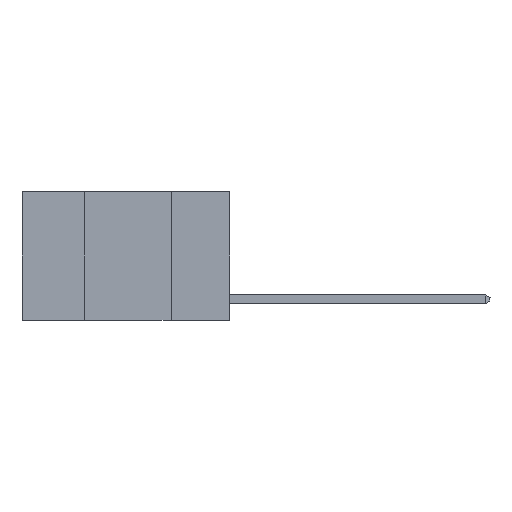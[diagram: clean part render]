
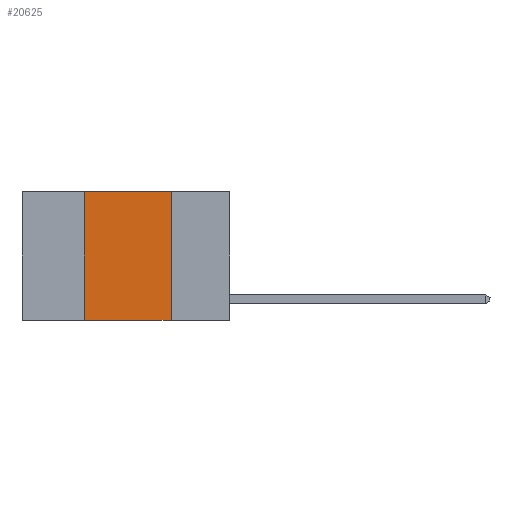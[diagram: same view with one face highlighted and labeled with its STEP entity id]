
A CAD part, left-side view. The second image highlights one B-rep face of the part: STEP entity #20625.
In plain terms, the highlighted planar face has unit normal (-1, 0, 0).
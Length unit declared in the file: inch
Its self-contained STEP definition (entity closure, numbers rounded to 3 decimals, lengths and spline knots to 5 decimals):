
#501 = EDGE_LOOP ( 'NONE', ( #11394, #6384, #26159, #15079 ) ) ;
#1304 = DIRECTION ( 'NONE',  ( 0., -1., 0. ) ) ;
#1434 = VERTEX_POINT ( 'NONE', #16593 ) ;
#2179 = DIRECTION ( 'NONE',  ( 1., 0., 0. ) ) ;
#2261 = VECTOR ( 'NONE', #1304, 39.37008 ) ;
#3650 = EDGE_CURVE ( 'NONE', #12922, #22055, #23192, .T. ) ;
#6384 = ORIENTED_EDGE ( 'NONE', *, *, #11034, .F. ) ;
#6748 = DIRECTION ( 'NONE',  ( 0., -1., 0. ) ) ;
#7594 = CARTESIAN_POINT ( 'NONE',  ( 0., 0.6, 0. ) ) ;
#8893 = DIRECTION ( 'NONE',  ( 0., 0., 1. ) ) ;
#9499 = PLANE ( 'NONE',  #25168 ) ;
#10542 = EDGE_CURVE ( 'NONE', #12922, #1434, #18350, .T. ) ;
#11034 = EDGE_CURVE ( 'NONE', #1434, #11869, #28905, .T. ) ;
#11394 = ORIENTED_EDGE ( 'NONE', *, *, #14039, .F. ) ;
#11869 = VERTEX_POINT ( 'NONE', #14978 ) ;
#12090 = CARTESIAN_POINT ( 'NONE',  ( 0., 0.42, -0.37 ) ) ;
#12100 = CARTESIAN_POINT ( 'NONE',  ( 0., 0.17, -0.37 ) ) ;
#12922 = VERTEX_POINT ( 'NONE', #12090 ) ;
#14039 = EDGE_CURVE ( 'NONE', #11869, #22055, #27783, .T. ) ;
#14223 = CARTESIAN_POINT ( 'NONE',  ( 0., 0.6, 0. ) ) ;
#14978 = CARTESIAN_POINT ( 'NONE',  ( 0., 0.17, 0. ) ) ;
#15079 = ORIENTED_EDGE ( 'NONE', *, *, #3650, .T. ) ;
#16184 = CARTESIAN_POINT ( 'NONE',  ( 0., 0.6, -0.37 ) ) ;
#16593 = CARTESIAN_POINT ( 'NONE',  ( 0., 0.42, 0. ) ) ;
#18350 = LINE ( 'NONE', #25491, #28023 ) ;
#18358 = DIRECTION ( 'NONE',  ( 0., 0., -1. ) ) ;
#20534 = VECTOR ( 'NONE', #6748, 39.37008 ) ;
#20625 = ADVANCED_FACE ( 'NONE', ( #25953 ), #9499, .F. ) ;
#22055 = VERTEX_POINT ( 'NONE', #12100 ) ;
#23192 = LINE ( 'NONE', #16184, #20534 ) ;
#23225 = CARTESIAN_POINT ( 'NONE',  ( 0., 0.17, 0. ) ) ;
#23663 = DIRECTION ( 'NONE',  ( 0., 0., -1. ) ) ;
#25168 = AXIS2_PLACEMENT_3D ( 'NONE', #14223, #2179, #23663 ) ;
#25491 = CARTESIAN_POINT ( 'NONE',  ( 0., 0.42, 0. ) ) ;
#25953 = FACE_OUTER_BOUND ( 'NONE', #501, .T. ) ;
#26159 = ORIENTED_EDGE ( 'NONE', *, *, #10542, .F. ) ;
#27197 = VECTOR ( 'NONE', #18358, 39.37008 ) ;
#27783 = LINE ( 'NONE', #23225, #27197 ) ;
#28023 = VECTOR ( 'NONE', #8893, 39.37008 ) ;
#28905 = LINE ( 'NONE', #7594, #2261 ) ;
